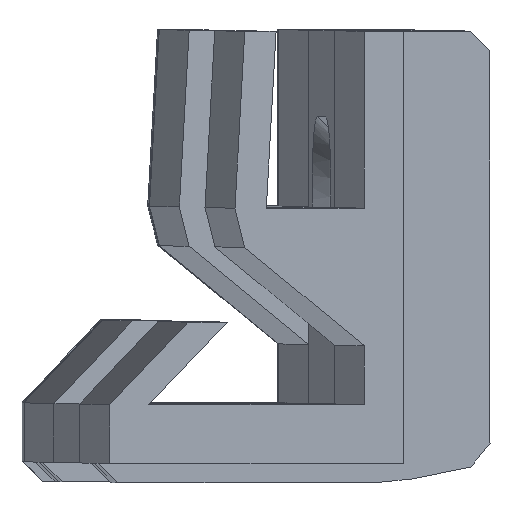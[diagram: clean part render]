
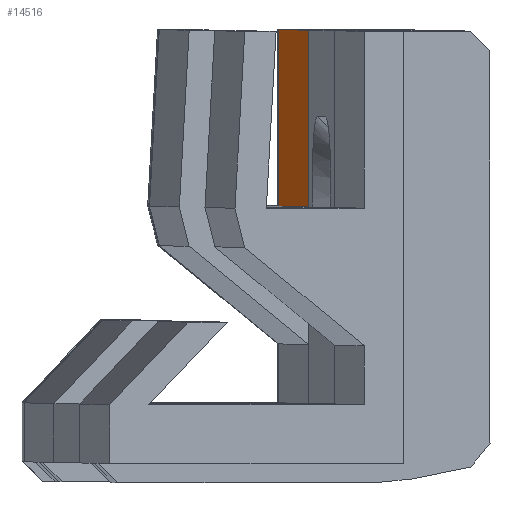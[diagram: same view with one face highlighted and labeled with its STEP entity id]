
A CAD part, left-side view. The second image highlights one B-rep face of the part: STEP entity #14516.
In plain terms, the highlighted face is planar.
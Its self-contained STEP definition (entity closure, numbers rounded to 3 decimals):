
#13101 = PLANE('',#13102);
#13102 = AXIS2_PLACEMENT_3D('',#13103,#13104,#13105);
#13103 = CARTESIAN_POINT('',(-10.5,5.766,9.503));
#13104 = DIRECTION('',(-1.,0.,0.));
#13105 = DIRECTION('',(0.,0.,1.));
#13129 = PLANE('',#13130);
#13130 = AXIS2_PLACEMENT_3D('',#13131,#13132,#13133);
#13131 = CARTESIAN_POINT('',(0.,0.,22.));
#13132 = DIRECTION('',(0.,0.,-1.));
#13133 = DIRECTION('',(0.,1.,0.));
#13469 = VERTEX_POINT('',#13470);
#13470 = CARTESIAN_POINT('',(-10.5,2.,22.));
#13491 = EDGE_CURVE('',#13492,#13469,#13494,.T.);
#13492 = VERTEX_POINT('',#13493);
#13493 = CARTESIAN_POINT('',(10.5,2.,22.));
#13494 = SURFACE_CURVE('',#13495,(#13499,#13506),.PCURVE_S1.);
#13495 = LINE('',#13496,#13497);
#13496 = CARTESIAN_POINT('',(10.5,2.,22.));
#13497 = VECTOR('',#13498,1.);
#13498 = DIRECTION('',(-1.,0.,0.));
#13499 = PCURVE('',#13129,#13500);
#13500 = DEFINITIONAL_REPRESENTATION('',(#13501),#13505);
#13501 = LINE('',#13502,#13503);
#13502 = CARTESIAN_POINT('',(2.,10.5));
#13503 = VECTOR('',#13504,1.);
#13504 = DIRECTION('',(0.,-1.));
#13505 = ( GEOMETRIC_REPRESENTATION_CONTEXT(2) 
PARAMETRIC_REPRESENTATION_CONTEXT() REPRESENTATION_CONTEXT('2D SPACE',''
  ) );
#13506 = PCURVE('',#13507,#13512);
#13507 = PLANE('',#13508);
#13508 = AXIS2_PLACEMENT_3D('',#13509,#13510,#13511);
#13509 = CARTESIAN_POINT('',(0.,2.,22.));
#13510 = DIRECTION('',(-0.,-1.,-0.));
#13511 = DIRECTION('',(0.,0.,-1.));
#13512 = DEFINITIONAL_REPRESENTATION('',(#13513),#13517);
#13513 = LINE('',#13514,#13515);
#13514 = CARTESIAN_POINT('',(0.,10.5));
#13515 = VECTOR('',#13516,1.);
#13516 = DIRECTION('',(0.,-1.));
#13517 = ( GEOMETRIC_REPRESENTATION_CONTEXT(2) 
PARAMETRIC_REPRESENTATION_CONTEXT() REPRESENTATION_CONTEXT('2D SPACE',''
  ) );
#13535 = PLANE('',#13536);
#13536 = AXIS2_PLACEMENT_3D('',#13537,#13538,#13539);
#13537 = CARTESIAN_POINT('',(10.5,5.766,9.503));
#13538 = DIRECTION('',(-1.,0.,0.));
#13539 = DIRECTION('',(0.,0.,1.));
#13715 = EDGE_CURVE('',#13469,#13716,#13718,.T.);
#13716 = VERTEX_POINT('',#13717);
#13717 = CARTESIAN_POINT('',(-10.5,2.,13.));
#13718 = SURFACE_CURVE('',#13719,(#13723,#13730),.PCURVE_S1.);
#13719 = LINE('',#13720,#13721);
#13720 = CARTESIAN_POINT('',(-10.5,2.,22.));
#13721 = VECTOR('',#13722,1.);
#13722 = DIRECTION('',(0.,0.,-1.));
#13723 = PCURVE('',#13101,#13724);
#13724 = DEFINITIONAL_REPRESENTATION('',(#13725),#13729);
#13725 = LINE('',#13726,#13727);
#13726 = CARTESIAN_POINT('',(12.497,-3.766));
#13727 = VECTOR('',#13728,1.);
#13728 = DIRECTION('',(-1.,0.));
#13729 = ( GEOMETRIC_REPRESENTATION_CONTEXT(2) 
PARAMETRIC_REPRESENTATION_CONTEXT() REPRESENTATION_CONTEXT('2D SPACE',''
  ) );
#13730 = PCURVE('',#13507,#13731);
#13731 = DEFINITIONAL_REPRESENTATION('',(#13732),#13736);
#13732 = LINE('',#13733,#13734);
#13733 = CARTESIAN_POINT('',(0.,-10.5));
#13734 = VECTOR('',#13735,1.);
#13735 = DIRECTION('',(1.,0.));
#13736 = ( GEOMETRIC_REPRESENTATION_CONTEXT(2) 
PARAMETRIC_REPRESENTATION_CONTEXT() REPRESENTATION_CONTEXT('2D SPACE',''
  ) );
#13754 = PLANE('',#13755);
#13755 = AXIS2_PLACEMENT_3D('',#13756,#13757,#13758);
#13756 = CARTESIAN_POINT('',(0.,2.,13.));
#13757 = DIRECTION('',(0.,0.,-1.));
#13758 = DIRECTION('',(0.,1.,0.));
#14516 = ADVANCED_FACE('',(#14517),#13507,.F.);
#14517 = FACE_BOUND('',#14518,.F.);
#14518 = EDGE_LOOP('',(#14519,#14520,#14543,#14564));
#14519 = ORIENTED_EDGE('',*,*,#13715,.T.);
#14520 = ORIENTED_EDGE('',*,*,#14521,.F.);
#14521 = EDGE_CURVE('',#14522,#13716,#14524,.T.);
#14522 = VERTEX_POINT('',#14523);
#14523 = CARTESIAN_POINT('',(10.5,2.,13.));
#14524 = SURFACE_CURVE('',#14525,(#14529,#14536),.PCURVE_S1.);
#14525 = LINE('',#14526,#14527);
#14526 = CARTESIAN_POINT('',(10.5,2.,13.));
#14527 = VECTOR('',#14528,1.);
#14528 = DIRECTION('',(-1.,0.,0.));
#14529 = PCURVE('',#13507,#14530);
#14530 = DEFINITIONAL_REPRESENTATION('',(#14531),#14535);
#14531 = LINE('',#14532,#14533);
#14532 = CARTESIAN_POINT('',(9.,10.5));
#14533 = VECTOR('',#14534,1.);
#14534 = DIRECTION('',(0.,-1.));
#14535 = ( GEOMETRIC_REPRESENTATION_CONTEXT(2) 
PARAMETRIC_REPRESENTATION_CONTEXT() REPRESENTATION_CONTEXT('2D SPACE',''
  ) );
#14536 = PCURVE('',#13754,#14537);
#14537 = DEFINITIONAL_REPRESENTATION('',(#14538),#14542);
#14538 = LINE('',#14539,#14540);
#14539 = CARTESIAN_POINT('',(0.,10.5));
#14540 = VECTOR('',#14541,1.);
#14541 = DIRECTION('',(0.,-1.));
#14542 = ( GEOMETRIC_REPRESENTATION_CONTEXT(2) 
PARAMETRIC_REPRESENTATION_CONTEXT() REPRESENTATION_CONTEXT('2D SPACE',''
  ) );
#14543 = ORIENTED_EDGE('',*,*,#14544,.F.);
#14544 = EDGE_CURVE('',#13492,#14522,#14545,.T.);
#14545 = SURFACE_CURVE('',#14546,(#14550,#14557),.PCURVE_S1.);
#14546 = LINE('',#14547,#14548);
#14547 = CARTESIAN_POINT('',(10.5,2.,22.));
#14548 = VECTOR('',#14549,1.);
#14549 = DIRECTION('',(0.,0.,-1.));
#14550 = PCURVE('',#13507,#14551);
#14551 = DEFINITIONAL_REPRESENTATION('',(#14552),#14556);
#14552 = LINE('',#14553,#14554);
#14553 = CARTESIAN_POINT('',(0.,10.5));
#14554 = VECTOR('',#14555,1.);
#14555 = DIRECTION('',(1.,0.));
#14556 = ( GEOMETRIC_REPRESENTATION_CONTEXT(2) 
PARAMETRIC_REPRESENTATION_CONTEXT() REPRESENTATION_CONTEXT('2D SPACE',''
  ) );
#14557 = PCURVE('',#13535,#14558);
#14558 = DEFINITIONAL_REPRESENTATION('',(#14559),#14563);
#14559 = LINE('',#14560,#14561);
#14560 = CARTESIAN_POINT('',(12.497,-3.766));
#14561 = VECTOR('',#14562,1.);
#14562 = DIRECTION('',(-1.,0.));
#14563 = ( GEOMETRIC_REPRESENTATION_CONTEXT(2) 
PARAMETRIC_REPRESENTATION_CONTEXT() REPRESENTATION_CONTEXT('2D SPACE',''
  ) );
#14564 = ORIENTED_EDGE('',*,*,#13491,.T.);
